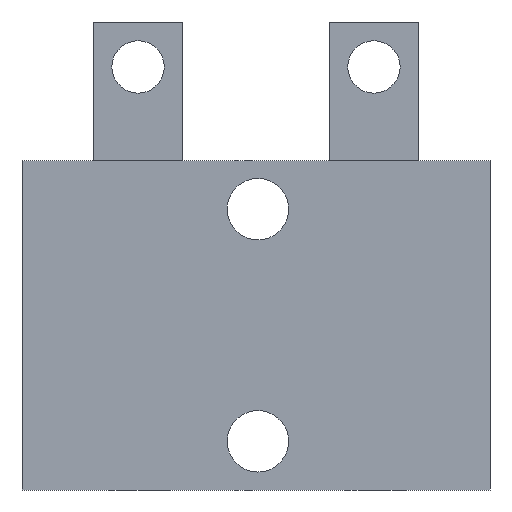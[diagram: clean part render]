
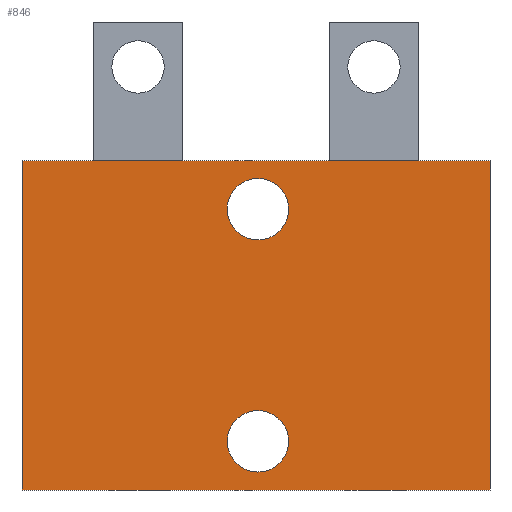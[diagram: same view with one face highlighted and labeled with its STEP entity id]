
A CAD part, front view. The second image highlights one B-rep face of the part: STEP entity #846.
In plain terms, the highlighted planar face has unit normal (0, -1, 0).
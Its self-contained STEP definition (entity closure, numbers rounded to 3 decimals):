
#69=FACE_BOUND('',#209,.T.);
#70=FACE_BOUND('',#210,.T.);
#97=PLANE('',#981);
#143=FACE_OUTER_BOUND('',#208,.T.);
#208=EDGE_LOOP('',(#741,#742,#743,#744));
#209=EDGE_LOOP('',(#745));
#210=EDGE_LOOP('',(#746));
#273=LINE('',#1398,#352);
#276=LINE('',#1407,#355);
#282=LINE('',#1427,#361);
#283=LINE('',#1429,#362);
#352=VECTOR('',#1150,10.);
#355=VECTOR('',#1159,10.);
#361=VECTOR('',#1183,10.);
#362=VECTOR('',#1186,10.);
#402=CIRCLE('',#976,2.083);
#403=CIRCLE('',#978,2.083);
#453=VERTEX_POINT('',#1395);
#454=VERTEX_POINT('',#1397);
#457=VERTEX_POINT('',#1405);
#460=VERTEX_POINT('',#1417);
#461=VERTEX_POINT('',#1421);
#462=VERTEX_POINT('',#1425);
#544=EDGE_CURVE('',#453,#454,#273,.T.);
#549=EDGE_CURVE('',#457,#453,#276,.T.);
#555=EDGE_CURVE('',#460,#460,#402,.T.);
#557=EDGE_CURVE('',#461,#461,#403,.T.);
#559=EDGE_CURVE('',#462,#457,#282,.T.);
#560=EDGE_CURVE('',#454,#462,#283,.T.);
#741=ORIENTED_EDGE('',*,*,#549,.F.);
#742=ORIENTED_EDGE('',*,*,#559,.F.);
#743=ORIENTED_EDGE('',*,*,#560,.F.);
#744=ORIENTED_EDGE('',*,*,#544,.F.);
#745=ORIENTED_EDGE('',*,*,#557,.F.);
#746=ORIENTED_EDGE('',*,*,#555,.F.);
#846=ADVANCED_FACE('',(#143,#69,#70),#97,.F.);
#976=AXIS2_PLACEMENT_3D('',#1419,#1173,#1174);
#978=AXIS2_PLACEMENT_3D('',#1423,#1178,#1179);
#981=AXIS2_PLACEMENT_3D('',#1430,#1187,#1188);
#1150=DIRECTION('',(1.,0.,0.));
#1159=DIRECTION('',(0.,0.,1.));
#1173=DIRECTION('center_axis',(0.,-1.,0.));
#1174=DIRECTION('ref_axis',(1.,0.,0.));
#1178=DIRECTION('center_axis',(0.,-1.,0.));
#1179=DIRECTION('ref_axis',(1.,0.,0.));
#1183=DIRECTION('',(-1.,0.,0.));
#1186=DIRECTION('',(0.,0.,-1.));
#1187=DIRECTION('center_axis',(0.,1.,0.));
#1188=DIRECTION('ref_axis',(1.,0.,0.));
#1395=CARTESIAN_POINT('',(0.,0.,0.));
#1397=CARTESIAN_POINT('',(31.75,0.,0.));
#1398=CARTESIAN_POINT('',(0.,0.,0.));
#1405=CARTESIAN_POINT('',(0.,0.,-22.352));
#1407=CARTESIAN_POINT('',(0.,0.,-22.352));
#1417=CARTESIAN_POINT('',(13.919,0.,-3.302));
#1419=CARTESIAN_POINT('Origin',(16.002,0.,-3.302));
#1421=CARTESIAN_POINT('',(13.919,0.,-19.05));
#1423=CARTESIAN_POINT('Origin',(16.002,0.,-19.05));
#1425=CARTESIAN_POINT('',(31.75,0.,-22.352));
#1427=CARTESIAN_POINT('',(31.75,0.,-22.352));
#1429=CARTESIAN_POINT('',(31.75,0.,0.));
#1430=CARTESIAN_POINT('Origin',(15.875,0.,-11.176));
